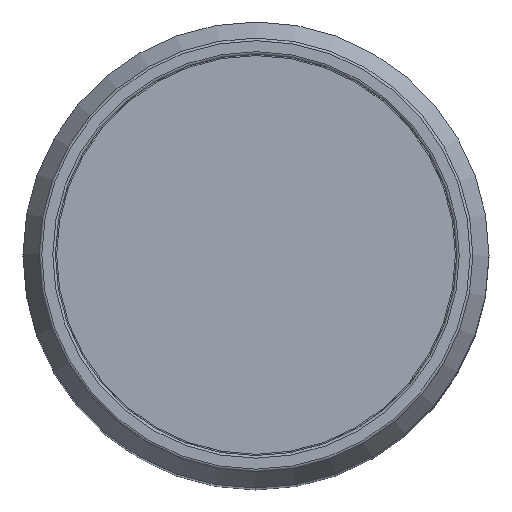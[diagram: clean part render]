
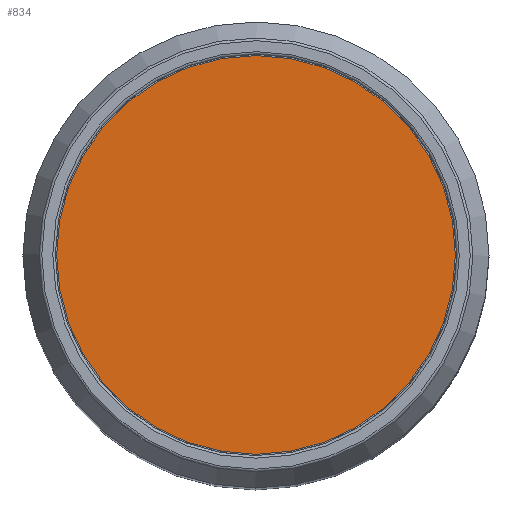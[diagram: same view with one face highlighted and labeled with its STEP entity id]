
A CAD part, top view. The second image highlights one B-rep face of the part: STEP entity #834.
In plain terms, the highlighted planar face has unit normal (0, 0, 1).
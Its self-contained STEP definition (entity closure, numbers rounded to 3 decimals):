
#198=FACE_OUTER_BOUND('',#256,.T.);
#256=EDGE_LOOP('',(#644,#645));
#312=CIRCLE('',#931,7.7);
#313=CIRCLE('',#932,7.7);
#389=VERTEX_POINT('',#1589);
#390=VERTEX_POINT('',#1590);
#486=EDGE_CURVE('',#389,#390,#312,.T.);
#487=EDGE_CURVE('',#390,#389,#313,.T.);
#644=ORIENTED_EDGE('',*,*,#486,.F.);
#645=ORIENTED_EDGE('',*,*,#487,.F.);
#806=PLANE('',#930);
#834=ADVANCED_FACE('',(#198),#806,.T.);
#930=AXIS2_PLACEMENT_3D('',#1588,#1109,#1110);
#931=AXIS2_PLACEMENT_3D('',#1591,#1111,#1112);
#932=AXIS2_PLACEMENT_3D('',#1592,#1113,#1114);
#1109=DIRECTION('center_axis',(0.,0.,
1.));
#1110=DIRECTION('ref_axis',(-1.,0.,0.));
#1111=DIRECTION('center_axis',(0.,0.,
-1.));
#1112=DIRECTION('ref_axis',(1.,0.,0.));
#1113=DIRECTION('center_axis',(0.,0.,
-1.));
#1114=DIRECTION('ref_axis',(1.,0.,0.));
#1588=CARTESIAN_POINT('Origin',(34.546,3.836,6.606));
#1589=CARTESIAN_POINT('',(34.546,3.836,6.606));
#1590=CARTESIAN_POINT('',(19.146,3.836,6.606));
#1591=CARTESIAN_POINT('Origin',(26.846,3.836,6.606));
#1592=CARTESIAN_POINT('Origin',(26.846,3.836,6.606));
